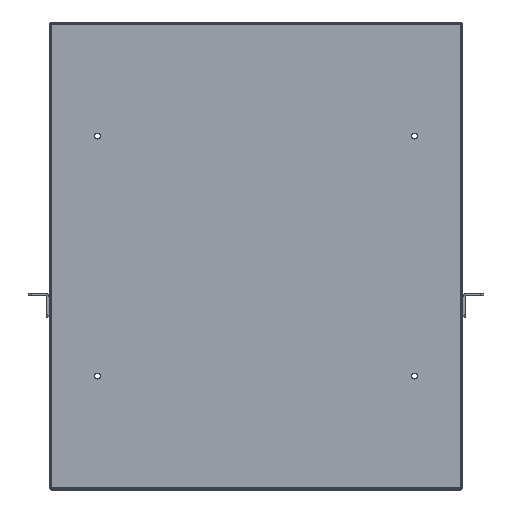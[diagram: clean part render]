
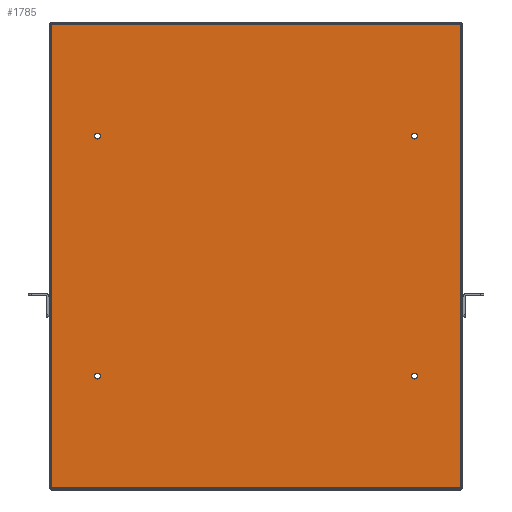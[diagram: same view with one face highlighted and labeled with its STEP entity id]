
A CAD part, top view. The second image highlights one B-rep face of the part: STEP entity #1785.
In plain terms, the highlighted planar face has unit normal (0, 0, 1).
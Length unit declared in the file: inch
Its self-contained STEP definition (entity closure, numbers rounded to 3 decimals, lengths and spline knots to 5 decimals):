
#16 = EDGE_LOOP ( 'NONE', ( #460 ) ) ;
#25 = CARTESIAN_POINT ( 'NONE',  ( -8.539, 9.75, 0.057 ) ) ;
#127 = EDGE_CURVE ( 'NONE', #1956, #1956, #734, .T. ) ;
#259 = DIRECTION ( 'NONE',  ( 1., 0., 0. ) ) ;
#268 = EDGE_CURVE ( 'NONE', #3519, #827, #2390, .T. ) ;
#299 = VERTEX_POINT ( 'NONE', #2567 ) ;
#303 = DIRECTION ( 'NONE',  ( 1., 0., 0. ) ) ;
#460 = ORIENTED_EDGE ( 'NONE', *, *, #1103, .T. ) ;
#485 = EDGE_LOOP ( 'NONE', ( #3059, #559, #3759, #4125 ) ) ;
#493 = EDGE_LOOP ( 'NONE', ( #1584 ) ) ;
#559 = ORIENTED_EDGE ( 'NONE', *, *, #3738, .F. ) ;
#669 = CIRCLE ( 'NONE', #3004, 0.125 ) ;
#686 = ORIENTED_EDGE ( 'NONE', *, *, #3993, .T. ) ;
#734 = CIRCLE ( 'NONE', #995, 0.125 ) ;
#736 = CARTESIAN_POINT ( 'NONE',  ( -8.53923, -9.66423, 0.057 ) ) ;
#827 = VERTEX_POINT ( 'NONE', #736 ) ;
#840 = DIRECTION ( 'NONE',  ( -1., 0., 0. ) ) ;
#854 = DIRECTION ( 'NONE',  ( -1., 0., 0. ) ) ;
#865 = CARTESIAN_POINT ( 'NONE',  ( -6.609, -5., 0.057 ) ) ;
#911 = CARTESIAN_POINT ( 'NONE',  ( -8.625, 9.664, 0.057 ) ) ;
#995 = AXIS2_PLACEMENT_3D ( 'NONE', #3199, #3967, #2306 ) ;
#1103 = EDGE_CURVE ( 'NONE', #1641, #1641, #669, .T. ) ;
#1156 = DIRECTION ( 'NONE',  ( 1., 0., 0. ) ) ;
#1157 = DIRECTION ( 'NONE',  ( 0., 0., -1. ) ) ;
#1198 = DIRECTION ( 'NONE',  ( 0., 0., -1. ) ) ;
#1204 = DIRECTION ( 'NONE',  ( 0., -1., 0. ) ) ;
#1216 = FACE_BOUND ( 'NONE', #3168, .T. ) ;
#1271 = CIRCLE ( 'NONE', #2602, 0.125 ) ;
#1465 = CARTESIAN_POINT ( 'NONE',  ( 6.609, 5., 0.057 ) ) ;
#1487 = FACE_BOUND ( 'NONE', #493, .T. ) ;
#1565 = CARTESIAN_POINT ( 'NONE',  ( 6.734, 5., 0.057 ) ) ;
#1573 = CARTESIAN_POINT ( 'NONE',  ( 8.539, 9.75, 0.057 ) ) ;
#1584 = ORIENTED_EDGE ( 'NONE', *, *, #3629, .T. ) ;
#1600 = AXIS2_PLACEMENT_3D ( 'NONE', #3163, #1157, #840 ) ;
#1641 = VERTEX_POINT ( 'NONE', #1901 ) ;
#1785 = ADVANCED_FACE ( 'NONE', ( #1821, #3709, #4084, #1487, #1216 ), #2842, .F. ) ;
#1805 = VECTOR ( 'NONE', #854, 39.37008 ) ;
#1821 = FACE_OUTER_BOUND ( 'NONE', #485, .T. ) ;
#1901 = CARTESIAN_POINT ( 'NONE',  ( -6.484, -5., 0.057 ) ) ;
#1925 = VERTEX_POINT ( 'NONE', #2291 ) ;
#1956 = VERTEX_POINT ( 'NONE', #2272 ) ;
#2044 = DIRECTION ( 'NONE',  ( 1., 0., 0. ) ) ;
#2135 = DIRECTION ( 'NONE',  ( 0., 0., -1. ) ) ;
#2137 = CARTESIAN_POINT ( 'NONE',  ( -8.53923, 9.66423, 0.057 ) ) ;
#2272 = CARTESIAN_POINT ( 'NONE',  ( -6.484, 5., 0.057 ) ) ;
#2291 = CARTESIAN_POINT ( 'NONE',  ( 8.53923, 9.66423, 0.057 ) ) ;
#2306 = DIRECTION ( 'NONE',  ( 1., 0., 0. ) ) ;
#2390 = LINE ( 'NONE', #2438, #1805 ) ;
#2438 = CARTESIAN_POINT ( 'NONE',  ( -8.625, -9.664, 0.057 ) ) ;
#2472 = CARTESIAN_POINT ( 'NONE',  ( 8.53923, -9.66423, 0.057 ) ) ;
#2540 = VECTOR ( 'NONE', #303, 39.37008 ) ;
#2567 = CARTESIAN_POINT ( 'NONE',  ( 6.734, -5., 0.057 ) ) ;
#2572 = DIRECTION ( 'NONE',  ( 0., 1., 0. ) ) ;
#2588 = LINE ( 'NONE', #25, #2664 ) ;
#2602 = AXIS2_PLACEMENT_3D ( 'NONE', #4062, #1198, #259 ) ;
#2664 = VECTOR ( 'NONE', #2572, 39.37008 ) ;
#2842 = PLANE ( 'NONE',  #1600 ) ;
#2846 = LINE ( 'NONE', #911, #2540 ) ;
#3004 = AXIS2_PLACEMENT_3D ( 'NONE', #865, #2135, #2044 ) ;
#3013 = CIRCLE ( 'NONE', #3275, 0.125 ) ;
#3059 = ORIENTED_EDGE ( 'NONE', *, *, #3526, .F. ) ;
#3106 = EDGE_CURVE ( 'NONE', #1925, #3519, #4091, .T. ) ;
#3163 = CARTESIAN_POINT ( 'NONE',  ( -8.625, 9.75, 0.057 ) ) ;
#3168 = EDGE_LOOP ( 'NONE', ( #686 ) ) ;
#3199 = CARTESIAN_POINT ( 'NONE',  ( -6.609, 5., 0.057 ) ) ;
#3275 = AXIS2_PLACEMENT_3D ( 'NONE', #1465, #4020, #1156 ) ;
#3306 = EDGE_LOOP ( 'NONE', ( #4019 ) ) ;
#3519 = VERTEX_POINT ( 'NONE', #2472 ) ;
#3526 = EDGE_CURVE ( 'NONE', #3604, #1925, #2846, .T. ) ;
#3600 = VECTOR ( 'NONE', #1204, 39.37008 ) ;
#3604 = VERTEX_POINT ( 'NONE', #2137 ) ;
#3629 = EDGE_CURVE ( 'NONE', #299, #299, #1271, .T. ) ;
#3709 = FACE_BOUND ( 'NONE', #16, .T. ) ;
#3738 = EDGE_CURVE ( 'NONE', #827, #3604, #2588, .T. ) ;
#3759 = ORIENTED_EDGE ( 'NONE', *, *, #268, .F. ) ;
#3849 = VERTEX_POINT ( 'NONE', #1565 ) ;
#3967 = DIRECTION ( 'NONE',  ( 0., 0., -1. ) ) ;
#3993 = EDGE_CURVE ( 'NONE', #3849, #3849, #3013, .T. ) ;
#4019 = ORIENTED_EDGE ( 'NONE', *, *, #127, .T. ) ;
#4020 = DIRECTION ( 'NONE',  ( 0., 0., -1. ) ) ;
#4062 = CARTESIAN_POINT ( 'NONE',  ( 6.609, -5., 0.057 ) ) ;
#4084 = FACE_BOUND ( 'NONE', #3306, .T. ) ;
#4091 = LINE ( 'NONE', #1573, #3600 ) ;
#4125 = ORIENTED_EDGE ( 'NONE', *, *, #3106, .F. ) ;
